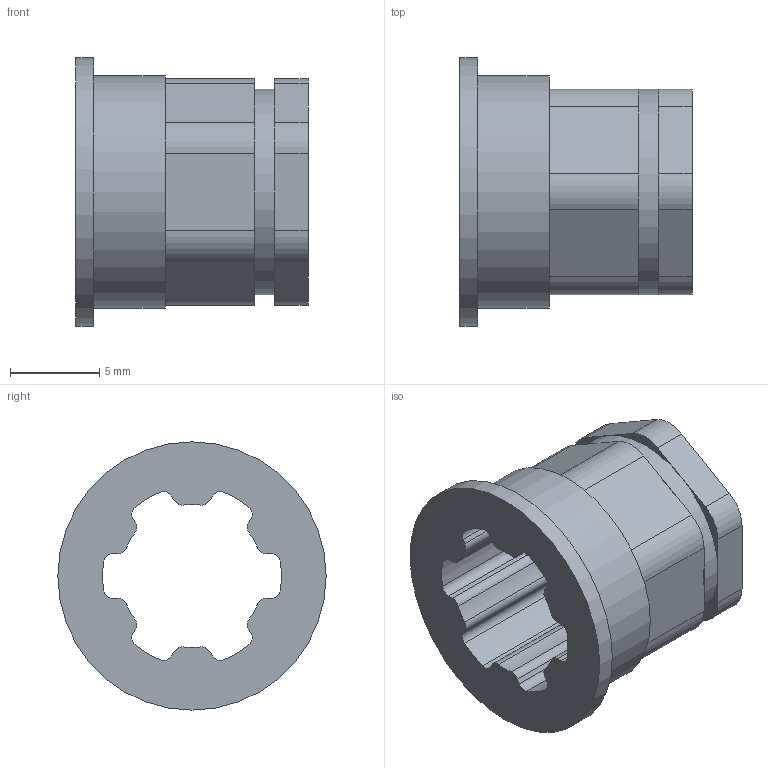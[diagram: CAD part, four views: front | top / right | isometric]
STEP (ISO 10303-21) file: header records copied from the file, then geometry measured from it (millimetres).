
FILE_DESCRIPTION(/* description */ (''),/* implementation_level */ '2;1');
FILE_NAME(/* name */ 'Bushing.stp',/* time_stamp */ '2024-01-21T07:21:34-05:00',/* author */ ('Nathan Cai'),/* organization */ (''),/* preprocessor_version */ 'ST-DEVELOPER v19.2',/* originating_system */ 'Autodesk Inventor 2023',/* authorisation */ '');
FILE_SCHEMA (('AUTOMOTIVE_DESIGN { 1 0 10303 214 3 1 1 }'));
Length unit declared in the file: millimetre
Products named in the file (1): Bushing
Bounding box: 13 x 15 x 15 mm (x, y, z)
Volume: 754.1 mm3; surface area: 1212.1 mm2
Topology: 1 solids, 1 shells, 91 faces, 249 edges, 162 vertices
Faces by surface type: cylinder 51, plane 40
Full cylindrical faces by diameter (mm): 11.5 x1, 13 x1, 15 x1
Entity records: 2968 total; most frequent: DIRECTION 547, CARTESIAN_POINT 503, ORIENTED_EDGE 498, EDGE_CURVE 249, AXIS2_PLACEMENT_3D 206, VERTEX_POINT 162, LINE 135, VECTOR 135
